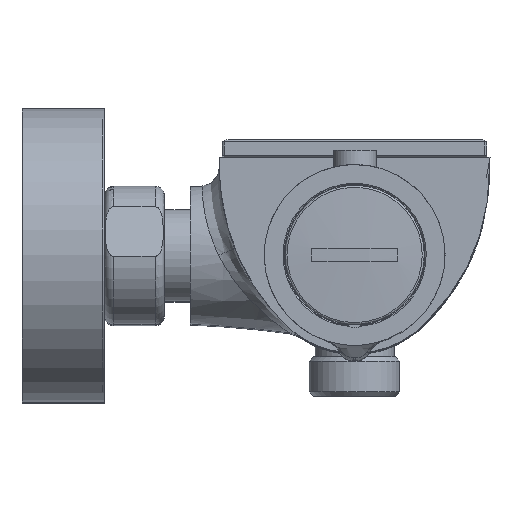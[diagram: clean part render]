
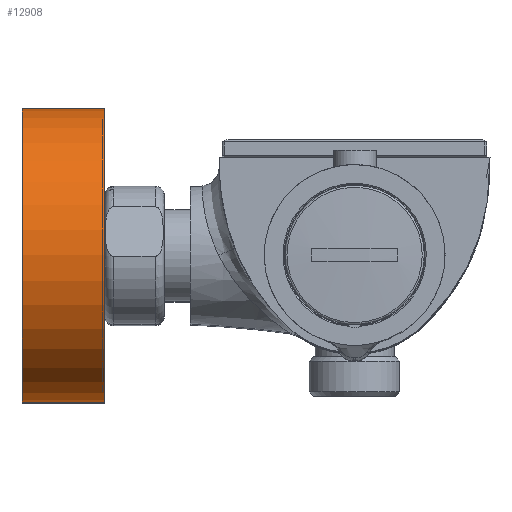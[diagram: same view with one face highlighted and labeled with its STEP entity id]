
A CAD part, top view. The second image highlights one B-rep face of the part: STEP entity #12908.
In plain terms, the highlighted cylindrical face has radius 33.25 mm (diameter 66.5 mm), a full revolution.
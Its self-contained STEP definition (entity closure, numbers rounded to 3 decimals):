
#15 = EDGE_CURVE ( 'NONE', #4958, #4958, #40303, .T. ) ;
#866 = DIRECTION ( 'NONE',  ( 0., 0., 1. ) ) ;
#4065 = FACE_OUTER_BOUND ( 'NONE', #35554, .T. ) ;
#4958 = VERTEX_POINT ( 'NONE', #24808 ) ;
#5739 = CIRCLE ( 'NONE', #8574, 33.25 ) ;
#8574 = AXIS2_PLACEMENT_3D ( 'NONE', #22974, #16938, #866 ) ;
#9369 = VERTEX_POINT ( 'NONE', #11370 ) ;
#11370 = CARTESIAN_POINT ( 'NONE',  ( -56.824, 0., 108.25 ) ) ;
#12908 = ADVANCED_FACE ( 'NONE', ( #13390, #4065 ), #18755, .T. ) ;
#13390 = FACE_OUTER_BOUND ( 'NONE', #34524, .T. ) ;
#16077 = EDGE_CURVE ( 'NONE', #9369, #9369, #5739, .T. ) ;
#16083 = ORIENTED_EDGE ( 'NONE', *, *, #16077, .T. ) ;
#16938 = DIRECTION ( 'NONE',  ( -1., 0., 0. ) ) ;
#18755 = CYLINDRICAL_SURFACE ( 'NONE', #21544, 33.25 ) ;
#20701 = DIRECTION ( 'NONE',  ( -1., 0., 0. ) ) ;
#21544 = AXIS2_PLACEMENT_3D ( 'NONE', #34211, #20701, #24978 ) ;
#22974 = CARTESIAN_POINT ( 'NONE',  ( -56.824, 0., 75. ) ) ;
#24808 = CARTESIAN_POINT ( 'NONE',  ( -75.424, 0., 108.25 ) ) ;
#24978 = DIRECTION ( 'NONE',  ( 0., 0., 1. ) ) ;
#26402 = DIRECTION ( 'NONE',  ( 0., 0., 1. ) ) ;
#28534 = DIRECTION ( 'NONE',  ( 1., 0., 0. ) ) ;
#34211 = CARTESIAN_POINT ( 'NONE',  ( -55.894, 0., 75. ) ) ;
#34524 = EDGE_LOOP ( 'NONE', ( #39096 ) ) ;
#34949 = CARTESIAN_POINT ( 'NONE',  ( -75.424, 0., 75. ) ) ;
#35554 = EDGE_LOOP ( 'NONE', ( #16083 ) ) ;
#39096 = ORIENTED_EDGE ( 'NONE', *, *, #15, .T. ) ;
#40161 = AXIS2_PLACEMENT_3D ( 'NONE', #34949, #28534, #26402 ) ;
#40303 = CIRCLE ( 'NONE', #40161, 33.25 ) ;
